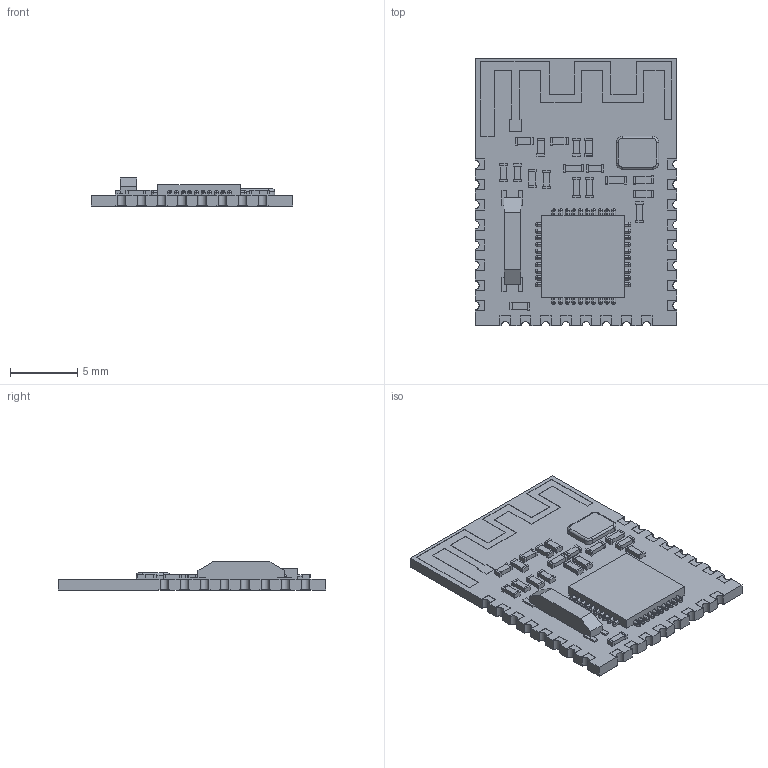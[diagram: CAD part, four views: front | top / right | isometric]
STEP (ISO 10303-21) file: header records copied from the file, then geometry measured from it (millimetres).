
FILE_DESCRIPTION(/* description */ ('Unknown'),/* implementation_level */ '2;1');
FILE_NAME(/* name */ 'JDY-08',/* time_stamp */ '2018-10-29T16:14:40-04:00',/* author */ ('Unknown'),/* organization */ ('Unknown'),/* preprocessor_version */ 'ST-DEVELOPER v16.7',/* originating_system */ 'DEX',/* authorisation */ $);
FILE_SCHEMA (('AUTOMOTIVE_DESIGN {1 0 10303 214 3 1 1}'));
Products named in the file (1): JDY-08
Bounding box: 15.01 x 19.89 x 2.08 mm (x, y, z)
Volume: 284.8 mm3; surface area: 756.5 mm2
Topology: 1 solids, 21 shells, 1752 faces, 4515 edges, 2874 vertices
Faces by surface type: plane 1246, cylinder 245, bspline 177, sphere 80, torus 4
Entity records: 72825 total; most frequent: CARTESIAN_POINT 19731, ORIENTED_EDGE 8806, DIRECTION 7473, EDGE_CURVE 4403, LINE 3333, VECTOR 3333, VERTEX_POINT 2874, AXIS2_PLACEMENT_3D 2070
